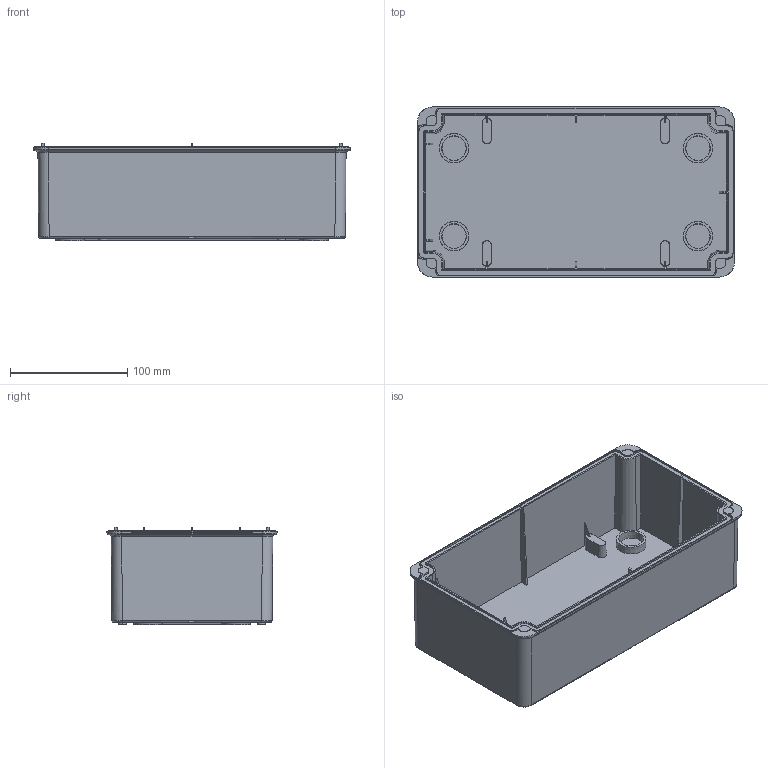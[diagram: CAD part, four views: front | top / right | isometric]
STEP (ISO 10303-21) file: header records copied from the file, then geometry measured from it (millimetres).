
FILE_DESCRIPTION((''),'2;1');
FILE_NAME('GW66686','2020-09-16T13:16:09',('User'),('Technoprobe spa'),'CREO PARAMETRIC BY PTC INC, 2020074','CREO PARAMETRIC BY PTC INC, 2020074','');
FILE_SCHEMA(('CONFIG_CONTROL_DESIGN'));
Length unit declared in the file: millimetre
Products named in the file (1): GW66686
Bounding box: 269.99 x 144.99 x 83 mm (x, y, z)
Volume: 323592.6 mm3; surface area: 209773.7 mm2
Topology: 1 solids, 3 shells, 347 faces, 905 edges, 598 vertices
Faces by surface type: plane 185, cone 112, cylinder 38, bspline 12
Entity records: 11869 total; most frequent: CARTESIAN_POINT 3212, ORIENTED_EDGE 1810, DIRECTION 1783, EDGE_CURVE 905, AXIS2_PLACEMENT_3D 629, VERTEX_POINT 598, VECTOR 525, LINE 525
